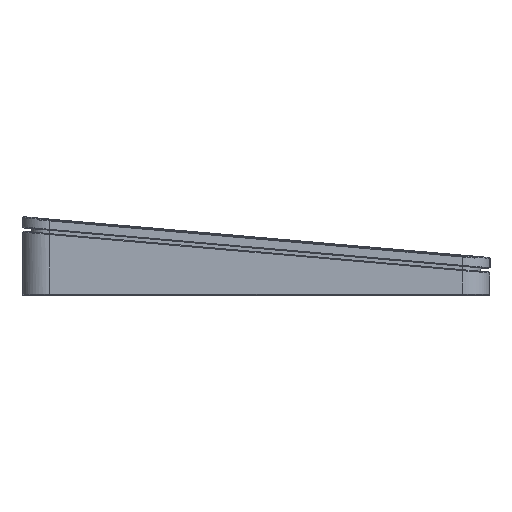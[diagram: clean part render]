
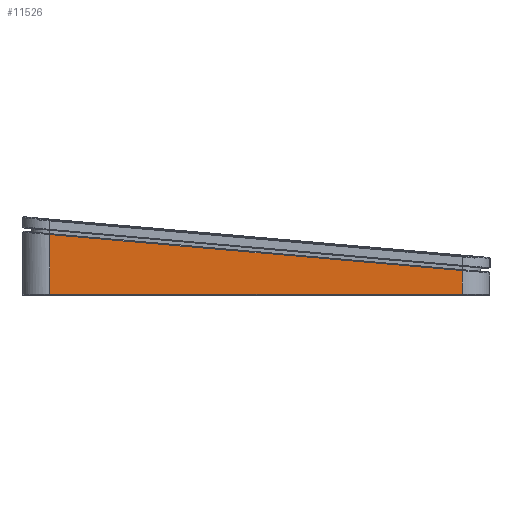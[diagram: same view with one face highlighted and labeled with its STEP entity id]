
A CAD part, left-side view. The second image highlights one B-rep face of the part: STEP entity #11526.
In plain terms, the highlighted planar face has unit normal (-1, 0, 0).
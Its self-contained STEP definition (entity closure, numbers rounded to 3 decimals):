
#11487=CARTESIAN_POINT('',(-63.672,55.705,-1.467));
#11488=DIRECTION('',(1.,0.,-0.));
#11489=DIRECTION('',(-0.,0.,-1.));
#11490=AXIS2_PLACEMENT_3D('',#11487,#11488,#11489);
#11491=PLANE('',#11490);
#11492=CARTESIAN_POINT('',(-63.672,14.113,-1.509));
#11493=VERTEX_POINT('',#11492);
#11494=CARTESIAN_POINT('',(-63.672,14.113,-17.607));
#11495=VERTEX_POINT('',#11494);
#11496=CARTESIAN_POINT('',(-63.672,14.113,-1.509));
#11497=DIRECTION('',(-0.,0.,-1.));
#11498=VECTOR('',#11497,16.097);
#11499=LINE('',#11496,#11498);
#11500=EDGE_CURVE('',#11493,#11495,#11499,.T.);
#11501=ORIENTED_EDGE('',*,*,#11500,.T.);
#11502=CARTESIAN_POINT('',(-63.672,-96.795,-17.607));
#11503=VERTEX_POINT('',#11502);
#11504=CARTESIAN_POINT('',(-63.672,14.113,-17.607));
#11505=DIRECTION('',(-0.,-1.,0.));
#11506=VECTOR('',#11505,110.909);
#11507=LINE('',#11504,#11506);
#11508=EDGE_CURVE('',#11495,#11503,#11507,.T.);
#11509=ORIENTED_EDGE('',*,*,#11508,.T.);
#11510=CARTESIAN_POINT('',(-63.672,-96.795,-11.213));
#11511=VERTEX_POINT('',#11510);
#11512=CARTESIAN_POINT('',(-63.672,-96.795,-17.607));
#11513=DIRECTION('',(0.,-0.,1.));
#11514=VECTOR('',#11513,6.395);
#11515=LINE('',#11512,#11514);
#11516=EDGE_CURVE('',#11503,#11511,#11515,.T.);
#11517=ORIENTED_EDGE('',*,*,#11516,.T.);
#11518=CARTESIAN_POINT('',(-63.672,-96.795,-11.213));
#11519=DIRECTION('',(0.,0.996,0.087));
#11520=VECTOR('',#11519,111.333);
#11521=LINE('',#11518,#11520);
#11522=EDGE_CURVE('',#11511,#11493,#11521,.T.);
#11523=ORIENTED_EDGE('',*,*,#11522,.T.);
#11524=EDGE_LOOP('',(#11501,#11509,#11517,#11523));
#11525=FACE_BOUND('',#11524,.T.);
#11526=ADVANCED_FACE('',(#11525),#11491,.F.);
